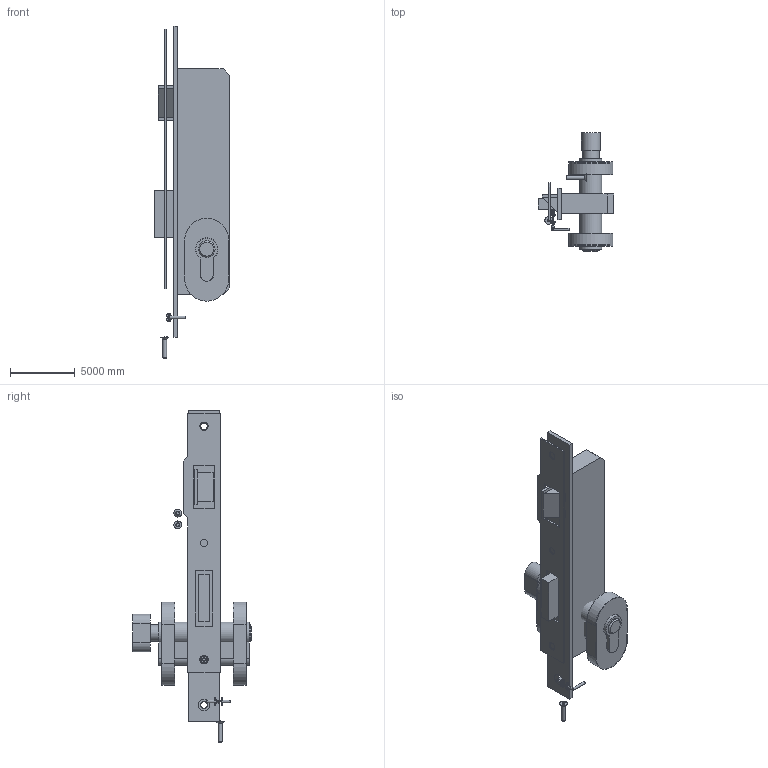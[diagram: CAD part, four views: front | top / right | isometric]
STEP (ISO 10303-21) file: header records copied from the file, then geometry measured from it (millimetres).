
FILE_DESCRIPTION(/* description */ (''),/* implementation_level */ '2;1');
FILE_NAME(/* name */ '50-054-1.stp',/* time_stamp */ '2024-08-14T08:09:47-04:00',/* author */ ('esanner'),/* organization */ (''),/* preprocessor_version */ 'ST-DEVELOPER v19',/* originating_system */ 'AutoCAD Mechanical',/* authorisation */ '');
FILE_SCHEMA (('AUTOMOTIVE_DESIGN { 1 0 10303 214 3 1 1 }'));
Length unit declared in the file: centimetre
Products named in the file (18): Product; 50-054-1; 50-050-998 Mortise; M3X16FHCS-0; M3X16FHCS-0_1; M4x16FHCS-0; M4x16FHCS-0_1; M3X16FHCS-0_2; 50-050-999 Turn handle; M4X20FHCS-0; M4X20FHCS-0_1; M4X20FHCS-0_2; M4X20FHCS-0_3; 50-054-999 Deadbolt lock unkeyed; M4X20FHCS-0_4; M4X20FHCS-0_5; M4X20FHCS-0_6; M4X20FHCS-0_7
Assembly tree (17 placements, depth 4):
  Product
    50-054-1
      50-050-998 Mortise
        M3X16FHCS-0
        M3X16FHCS-0_1
        M4x16FHCS-0
        M4x16FHCS-0_1
        M3X16FHCS-0_2
      50-050-999 Turn handle
        M4X20FHCS-0
        M4X20FHCS-0_1
        M4X20FHCS-0_2
        M4X20FHCS-0_3
      50-054-999 Deadbolt lock unkeyed
        M4X20FHCS-0_4
        M4X20FHCS-0_5
        M4X20FHCS-0_6
        M4X20FHCS-0_7
Bounding box: 5785 x 9150 x 25600 mm (x, y, z)
Volume: 193028312581.9 mm3; surface area: 735117862.5 mm2
Topology: 27 solids, 27 shells, 429 faces, 1037 edges, 684 vertices
Faces by surface type: plane 262, cylinder 85, cone 72, bspline 8, torus 2
Full cylindrical faces by diameter (mm): 40 x10, 50 x4, 75 x10, 190 x4, 200 x2, 300 x3, 400 x1, 500 x6, 550 x1, 600 x4, 1270 x2
Entity records: 13585 total; most frequent: CARTESIAN_POINT 3015, DIRECTION 2158, ORIENTED_EDGE 2066, EDGE_CURVE 1033, AXIS2_PLACEMENT_3D 720, LINE 718, VECTOR 718, VERTEX_POINT 684
